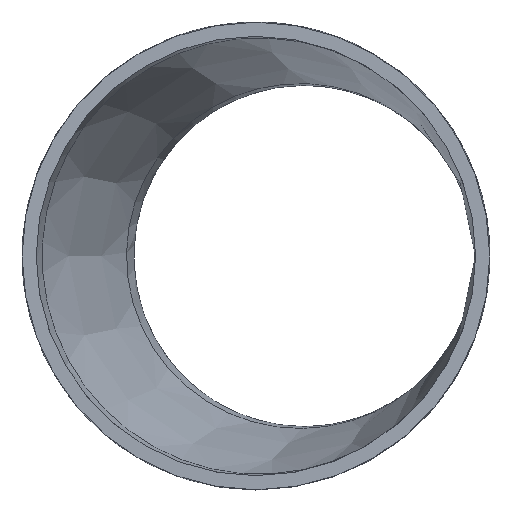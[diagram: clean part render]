
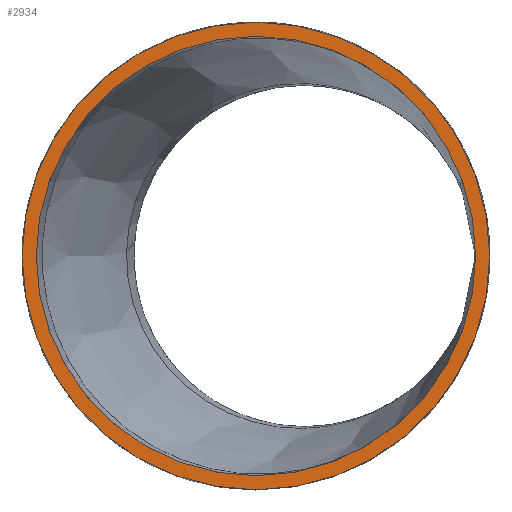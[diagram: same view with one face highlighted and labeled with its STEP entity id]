
A CAD part, left-side view. The second image highlights one B-rep face of the part: STEP entity #2934.
In plain terms, the highlighted planar face has unit normal (-1, 0, 0).
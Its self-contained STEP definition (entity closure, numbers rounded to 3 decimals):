
#612 = DIRECTION ( 'NONE',  ( -1., 0., 0. ) ) ;
#805 = ORIENTED_EDGE ( 'NONE', *, *, #16884, .F. ) ;
#1992 = AXIS2_PLACEMENT_3D ( 'NONE', #16841, #5139, #5079 ) ;
#2934 = ADVANCED_FACE ( 'NONE', ( #17478, #18847 ), #12258, .T. ) ;
#4516 = CARTESIAN_POINT ( 'NONE',  ( 0., 0., 35.75 ) ) ;
#4989 = CARTESIAN_POINT ( 'NONE',  ( 0., 0., 0. ) ) ;
#5079 = DIRECTION ( 'NONE',  ( 0., 0., 1. ) ) ;
#5139 = DIRECTION ( 'NONE',  ( -1., 0., 0. ) ) ;
#5283 = DIRECTION ( 'NONE',  ( 0., 0., 1. ) ) ;
#5979 = CARTESIAN_POINT ( 'NONE',  ( 0., 0., 38.05 ) ) ;
#6602 = VERTEX_POINT ( 'NONE', #4516 ) ;
#7741 = VERTEX_POINT ( 'NONE', #5979 ) ;
#9492 = DIRECTION ( 'NONE',  ( -1., 0., 0. ) ) ;
#10077 = AXIS2_PLACEMENT_3D ( 'NONE', #14004, #9492, #5283 ) ;
#12138 = EDGE_LOOP ( 'NONE', ( #805 ) ) ;
#12258 = PLANE ( 'NONE',  #13987 ) ;
#13925 = CIRCLE ( 'NONE', #10077, 38.05 ) ;
#13987 = AXIS2_PLACEMENT_3D ( 'NONE', #4989, #612, #17914 ) ;
#14004 = CARTESIAN_POINT ( 'NONE',  ( 0., 0., 0. ) ) ;
#14242 = ORIENTED_EDGE ( 'NONE', *, *, #17676, .T. ) ;
#15718 = EDGE_LOOP ( 'NONE', ( #14242 ) ) ;
#16841 = CARTESIAN_POINT ( 'NONE',  ( 0., 0., 0. ) ) ;
#16884 = EDGE_CURVE ( 'NONE', #6602, #6602, #16974, .T. ) ;
#16974 = CIRCLE ( 'NONE', #1992, 35.75 ) ;
#17478 = FACE_BOUND ( 'NONE', #12138, .T. ) ;
#17676 = EDGE_CURVE ( 'NONE', #7741, #7741, #13925, .T. ) ;
#17914 = DIRECTION ( 'NONE',  ( 0., 0., 1. ) ) ;
#18847 = FACE_OUTER_BOUND ( 'NONE', #15718, .T. ) ;
